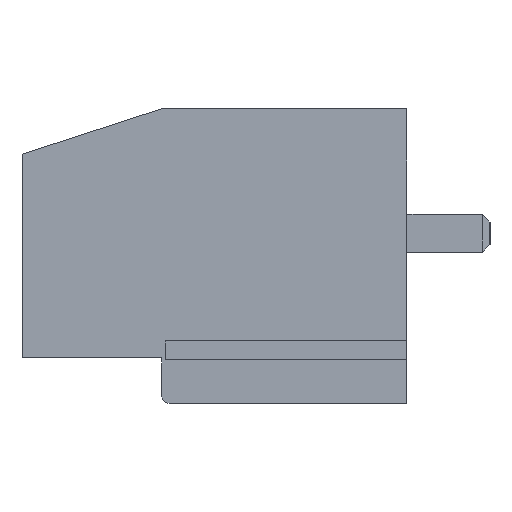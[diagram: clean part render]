
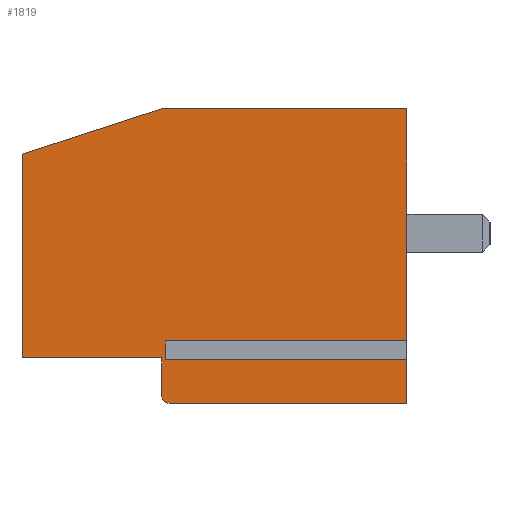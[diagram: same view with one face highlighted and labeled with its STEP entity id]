
A CAD part, left-side view. The second image highlights one B-rep face of the part: STEP entity #1819.
In plain terms, the highlighted face is planar.
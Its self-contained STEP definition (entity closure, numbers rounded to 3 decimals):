
#60 = VERTEX_POINT ( 'NONE', #6913 ) ;
#201 = CARTESIAN_POINT ( 'NONE',  ( -1.55, 5., 4.816 ) ) ;
#332 = EDGE_CURVE ( 'NONE', #7116, #60, #3519, .T. ) ;
#353 = LINE ( 'NONE', #2146, #3268 ) ;
#396 = LINE ( 'NONE', #201, #1875 ) ;
#446 = LINE ( 'NONE', #6669, #1741 ) ;
#585 = DIRECTION ( 'NONE',  ( 0., 0., 1. ) ) ;
#650 = VECTOR ( 'NONE', #2388, 1000. ) ;
#777 = VERTEX_POINT ( 'NONE', #5883 ) ;
#798 = LINE ( 'NONE', #6636, #6656 ) ;
#799 = CIRCLE ( 'NONE', #4400, 0.2 ) ;
#839 = ORIENTED_EDGE ( 'NONE', *, *, #4226, .F. ) ;
#841 = LINE ( 'NONE', #6388, #6521 ) ;
#942 = VERTEX_POINT ( 'NONE', #3900 ) ;
#970 = PLANE ( 'NONE',  #3095 ) ;
#976 = CARTESIAN_POINT ( 'NONE',  ( -7.8, 5., 0. ) ) ;
#1311 = CARTESIAN_POINT ( 'NONE',  ( -1.2, 5., 6.5 ) ) ;
#1313 = ORIENTED_EDGE ( 'NONE', *, *, #6807, .F. ) ;
#1399 = VERTEX_POINT ( 'NONE', #6172 ) ;
#1430 = EDGE_CURVE ( 'NONE', #3102, #1399, #3894, .T. ) ;
#1436 = VERTEX_POINT ( 'NONE', #4006 ) ;
#1517 = DIRECTION ( 'NONE',  ( -1., 0., 0. ) ) ;
#1569 = VECTOR ( 'NONE', #1517, 1000. ) ;
#1581 = DIRECTION ( 'NONE',  ( 1., 0., 0. ) ) ;
#1603 = CARTESIAN_POINT ( 'NONE',  ( -1.2, 5., 10.2 ) ) ;
#1741 = VECTOR ( 'NONE', #585, 1000. ) ;
#1760 = LINE ( 'NONE', #2187, #3206 ) ;
#1791 = CARTESIAN_POINT ( 'NONE',  ( -6.6, 5., 10.2 ) ) ;
#1816 = CARTESIAN_POINT ( 'NONE',  ( -0.2, 5., 6.3 ) ) ;
#1819 = ADVANCED_FACE ( 'NONE', ( #6924 ), #970, .T. ) ;
#1828 = DIRECTION ( 'NONE',  ( -0.309, 0., -0.951 ) ) ;
#1875 = VECTOR ( 'NONE', #3487, 1000. ) ;
#1929 = EDGE_CURVE ( 'NONE', #4377, #4172, #798, .T. ) ;
#2036 = CARTESIAN_POINT ( 'NONE',  ( -1.25, 5., 6.4 ) ) ;
#2050 = CARTESIAN_POINT ( 'NONE',  ( -3.868, 5., 6.4 ) ) ;
#2067 = ORIENTED_EDGE ( 'NONE', *, *, #5593, .T. ) ;
#2071 = EDGE_CURVE ( 'NONE', #4172, #6281, #6309, .T. ) ;
#2124 = LINE ( 'NONE', #4569, #650 ) ;
#2146 = CARTESIAN_POINT ( 'NONE',  ( 0., 5., 0. ) ) ;
#2149 = ORIENTED_EDGE ( 'NONE', *, *, #4811, .F. ) ;
#2187 = CARTESIAN_POINT ( 'NONE',  ( -7.8, 5., 0. ) ) ;
#2276 = VECTOR ( 'NONE', #6197, 1000. ) ;
#2365 = DIRECTION ( 'NONE',  ( 0., 0., 1. ) ) ;
#2388 = DIRECTION ( 'NONE',  ( 0., 0., 1. ) ) ;
#2755 = EDGE_CURVE ( 'NONE', #4464, #7116, #5700, .T. ) ;
#2764 = CARTESIAN_POINT ( 'NONE',  ( -1.25, 5., 4.816 ) ) ;
#2898 = EDGE_CURVE ( 'NONE', #3102, #4377, #446, .T. ) ;
#3095 = AXIS2_PLACEMENT_3D ( 'NONE', #3173, #7047, #3711 ) ;
#3102 = VERTEX_POINT ( 'NONE', #1311 ) ;
#3172 = ORIENTED_EDGE ( 'NONE', *, *, #5833, .F. ) ;
#3173 = CARTESIAN_POINT ( 'NONE',  ( -3.868, 5., 4.816 ) ) ;
#3206 = VECTOR ( 'NONE', #5438, 1000. ) ;
#3268 = VECTOR ( 'NONE', #1581, 1000. ) ;
#3270 = CARTESIAN_POINT ( 'NONE',  ( -1.25, 5., 0. ) ) ;
#3283 = DIRECTION ( 'NONE',  ( 0., 0., 1. ) ) ;
#3355 = VECTOR ( 'NONE', #1828, 1000. ) ;
#3441 = CARTESIAN_POINT ( 'NONE',  ( -3.868, 5., 6.5 ) ) ;
#3487 = DIRECTION ( 'NONE',  ( 0., 0., -1. ) ) ;
#3519 = LINE ( 'NONE', #2050, #1569 ) ;
#3711 = DIRECTION ( 'NONE',  ( 0., 0., 1. ) ) ;
#3894 = LINE ( 'NONE', #3441, #2276 ) ;
#3900 = CARTESIAN_POINT ( 'NONE',  ( 0., 5., 0. ) ) ;
#3986 = ORIENTED_EDGE ( 'NONE', *, *, #2898, .F. ) ;
#3994 = EDGE_LOOP ( 'NONE', ( #6873, #4395, #4932, #3172, #1313, #6022, #4135, #3986, #6376, #2067, #839, #2149 ) ) ;
#4006 = CARTESIAN_POINT ( 'NONE',  ( 0., 5., 6.3 ) ) ;
#4135 = ORIENTED_EDGE ( 'NONE', *, *, #1929, .F. ) ;
#4172 = VERTEX_POINT ( 'NONE', #1791 ) ;
#4226 = EDGE_CURVE ( 'NONE', #942, #1436, #2124, .T. ) ;
#4233 = VECTOR ( 'NONE', #3283, 1000. ) ;
#4377 = VERTEX_POINT ( 'NONE', #1603 ) ;
#4395 = ORIENTED_EDGE ( 'NONE', *, *, #332, .T. ) ;
#4400 = AXIS2_PLACEMENT_3D ( 'NONE', #1816, #5666, #2365 ) ;
#4419 = DIRECTION ( 'NONE',  ( -1., 0., 0. ) ) ;
#4464 = VERTEX_POINT ( 'NONE', #3270 ) ;
#4569 = CARTESIAN_POINT ( 'NONE',  ( 0., 5., 6.5 ) ) ;
#4811 = EDGE_CURVE ( 'NONE', #4464, #942, #841, .T. ) ;
#4932 = ORIENTED_EDGE ( 'NONE', *, *, #5047, .T. ) ;
#5047 = EDGE_CURVE ( 'NONE', #60, #777, #396, .T. ) ;
#5438 = DIRECTION ( 'NONE',  ( 0., 0., -1. ) ) ;
#5593 = EDGE_CURVE ( 'NONE', #1399, #1436, #799, .T. ) ;
#5666 = DIRECTION ( 'NONE',  ( 0., 1., 0. ) ) ;
#5700 = LINE ( 'NONE', #2764, #4233 ) ;
#5833 = EDGE_CURVE ( 'NONE', #6286, #777, #353, .T. ) ;
#5883 = CARTESIAN_POINT ( 'NONE',  ( -1.55, 5., 0. ) ) ;
#6022 = ORIENTED_EDGE ( 'NONE', *, *, #2071, .F. ) ;
#6172 = CARTESIAN_POINT ( 'NONE',  ( -0.2, 5., 6.5 ) ) ;
#6197 = DIRECTION ( 'NONE',  ( 1., 0., 0. ) ) ;
#6253 = CARTESIAN_POINT ( 'NONE',  ( -7.8, 5., 6.5 ) ) ;
#6281 = VERTEX_POINT ( 'NONE', #7029 ) ;
#6286 = VERTEX_POINT ( 'NONE', #976 ) ;
#6309 = LINE ( 'NONE', #6253, #3355 ) ;
#6376 = ORIENTED_EDGE ( 'NONE', *, *, #1430, .T. ) ;
#6388 = CARTESIAN_POINT ( 'NONE',  ( 0., 5., 0. ) ) ;
#6409 = DIRECTION ( 'NONE',  ( 1., 0., 0. ) ) ;
#6521 = VECTOR ( 'NONE', #6409, 1000. ) ;
#6636 = CARTESIAN_POINT ( 'NONE',  ( -6.6, 5., 10.2 ) ) ;
#6656 = VECTOR ( 'NONE', #4419, 1000. ) ;
#6669 = CARTESIAN_POINT ( 'NONE',  ( -1.2, 5., 10.2 ) ) ;
#6807 = EDGE_CURVE ( 'NONE', #6281, #6286, #1760, .T. ) ;
#6873 = ORIENTED_EDGE ( 'NONE', *, *, #2755, .T. ) ;
#6913 = CARTESIAN_POINT ( 'NONE',  ( -1.55, 5., 6.4 ) ) ;
#6924 = FACE_OUTER_BOUND ( 'NONE', #3994, .T. ) ;
#7029 = CARTESIAN_POINT ( 'NONE',  ( -7.8, 5., 6.5 ) ) ;
#7047 = DIRECTION ( 'NONE',  ( 0., 1., 0. ) ) ;
#7116 = VERTEX_POINT ( 'NONE', #2036 ) ;
